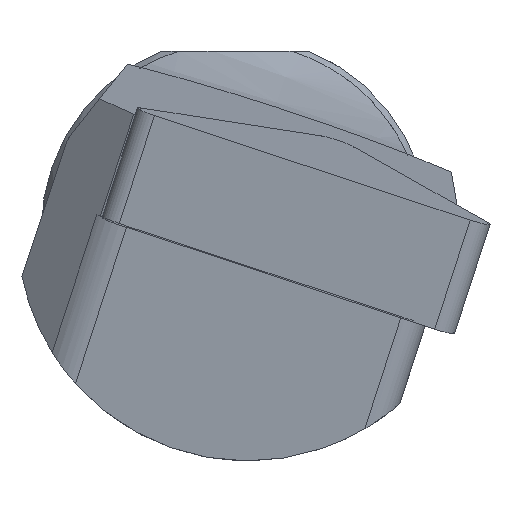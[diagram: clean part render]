
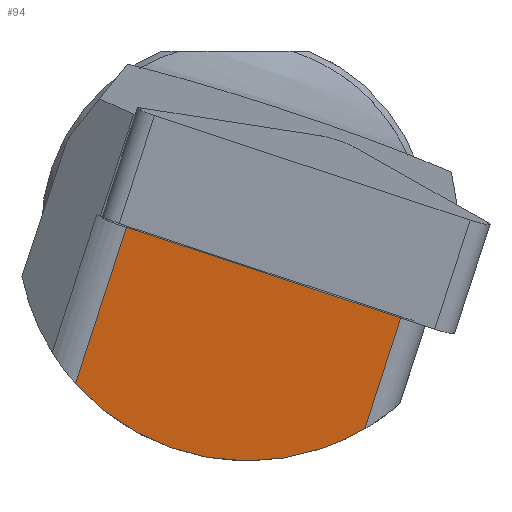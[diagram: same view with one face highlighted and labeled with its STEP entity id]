
A CAD part, left-side view. The second image highlights one B-rep face of the part: STEP entity #94.
In plain terms, the highlighted planar face has unit normal (-0.993, 0.08, -0.084).
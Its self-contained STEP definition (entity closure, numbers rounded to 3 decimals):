
#89=ELLIPSE('',#659,9.564,9.5);
#94=ADVANCED_FACE('',(#150),#131,.F.);
#131=PLANE('',#660);
#150=FACE_OUTER_BOUND('',#186,.T.);
#186=EDGE_LOOP('',(#317,#318,#319,#320));
#229=LINE('',#910,#271);
#230=LINE('',#913,#272);
#231=LINE('',#917,#273);
#271=VECTOR('',#732,1.);
#272=VECTOR('',#733,1.);
#273=VECTOR('',#736,1.);
#317=ORIENTED_EDGE('',*,*,#555,.F.);
#318=ORIENTED_EDGE('',*,*,#556,.T.);
#319=ORIENTED_EDGE('',*,*,#557,.T.);
#320=ORIENTED_EDGE('',*,*,#558,.F.);
#497=VERTEX_POINT('',#911);
#498=VERTEX_POINT('',#912);
#499=VERTEX_POINT('',#914);
#500=VERTEX_POINT('',#916);
#555=EDGE_CURVE('',#497,#498,#229,.T.);
#556=EDGE_CURVE('',#497,#499,#230,.T.);
#557=EDGE_CURVE('',#499,#500,#89,.T.);
#558=EDGE_CURVE('',#498,#500,#231,.T.);
#659=AXIS2_PLACEMENT_3D('',#915,#734,#735);
#660=AXIS2_PLACEMENT_3D('',#918,#737,#738);
#732=DIRECTION('',(-0.05,-0.948,-0.314));
#733=DIRECTION('',(0.105,0.307,-0.946));
#734=DIRECTION('',(-0.993,0.08,-0.084));
#735=DIRECTION('',(0.116,0.685,-0.72));
#736=DIRECTION('',(0.105,0.307,-0.946));
#737=DIRECTION('',(0.993,-0.08,0.084));
#738=DIRECTION('',(0.084,0.,-0.996));
#910=CARTESIAN_POINT('',(1.137,-6.849,-3.558));
#911=CARTESIAN_POINT('',(1.731,4.474,0.187));
#912=CARTESIAN_POINT('',(1.137,-6.849,-3.558));
#913=CARTESIAN_POINT('',(2.801,7.621,-9.499));
#914=CARTESIAN_POINT('',(2.449,6.586,-6.312));
#915=CARTESIAN_POINT('',(1.346,-0.514,0.));
#916=CARTESIAN_POINT('',(1.648,-5.348,-8.178));
#917=CARTESIAN_POINT('',(2.208,-3.702,-13.244));
#918=CARTESIAN_POINT('',(2.208,-3.702,-13.244));
